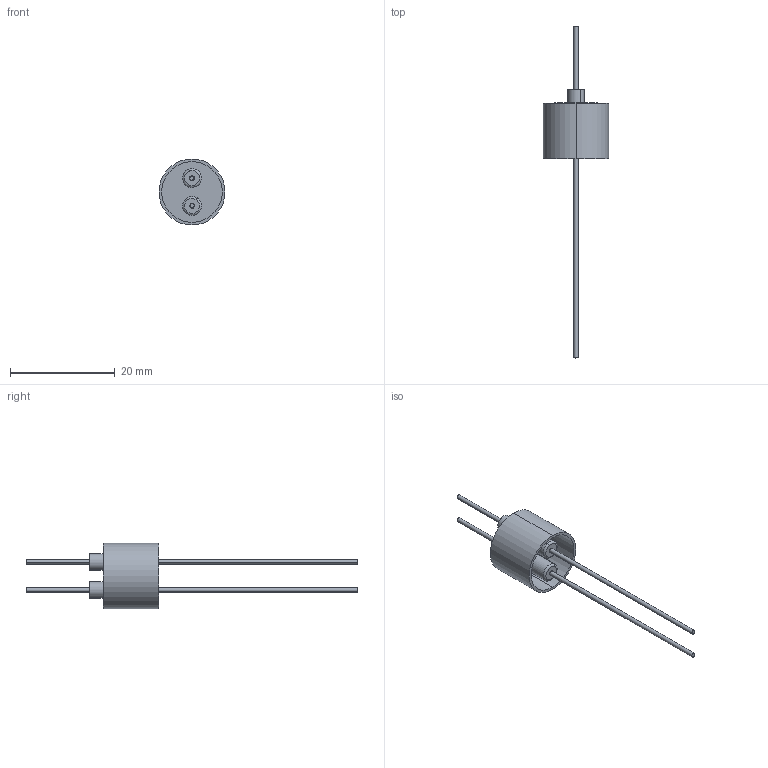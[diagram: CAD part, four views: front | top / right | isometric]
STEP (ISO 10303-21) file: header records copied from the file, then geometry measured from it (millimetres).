
FILE_DESCRIPTION (( 'STEP AP203' ), '1' );
FILE_NAME ('A0078-4-W.STEP', '2011-11-14T15:38:52', ( '' ), ( '' ), 'SwSTEP 2.0', 'SolidWorks 2011', '' );
FILE_SCHEMA (( 'CONFIG_CONTROL_DESIGN' ));
Length unit declared in the file: inch
Products named in the file (1): A0078-4-W
Bounding box: 12.62 x 63.5 x 12.62 mm (x, y, z)
Volume: 594.9 mm3; surface area: 1675.5 mm2
Topology: 1 solids, 1 shells, 63 faces, 124 edges, 80 vertices
Faces by surface type: cylinder 36, plane 19, torus 4, cone 4
Entity records: 1737 total; most frequent: DIRECTION 336, CARTESIAN_POINT 268, ORIENTED_EDGE 248, AXIS2_PLACEMENT_3D 148, EDGE_CURVE 124, CIRCLE 84, VERTEX_POINT 80, EDGE_LOOP 80
